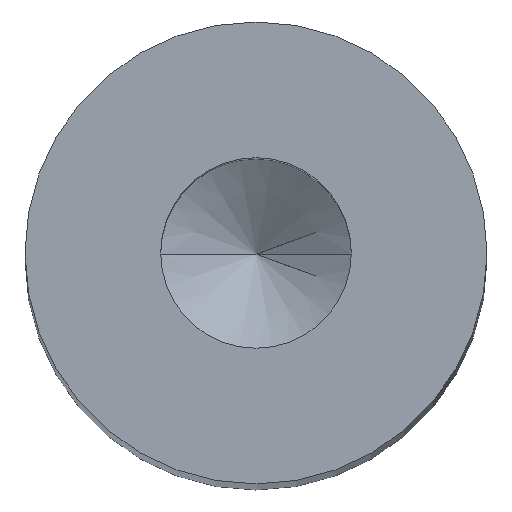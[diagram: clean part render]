
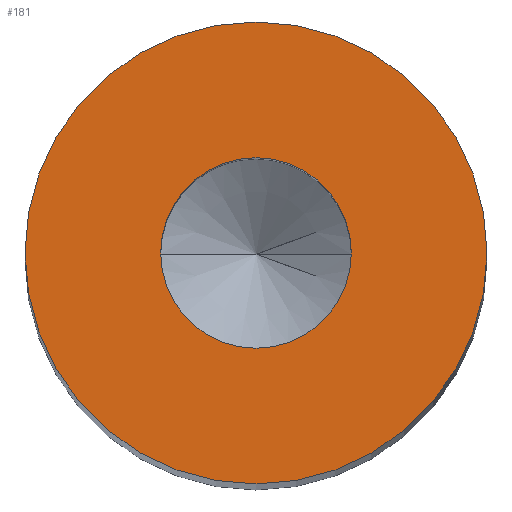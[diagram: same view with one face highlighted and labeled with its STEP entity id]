
A CAD part, top view. The second image highlights one B-rep face of the part: STEP entity #181.
In plain terms, the highlighted planar face has unit normal (0, 0, 1).
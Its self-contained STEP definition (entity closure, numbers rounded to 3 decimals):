
#4 = DIRECTION ( 'NONE',  ( 0., 0., 1. ) ) ;
#5 = EDGE_CURVE ( 'NONE', #338, #286, #298, .T. ) ;
#9 = DIRECTION ( 'NONE',  ( 1., 0., 0. ) ) ;
#18 = CARTESIAN_POINT ( 'NONE',  ( -1.65, 0., 30. ) ) ;
#49 = AXIS2_PLACEMENT_3D ( 'NONE', #261, #4, #149 ) ;
#56 = DIRECTION ( 'NONE',  ( 1., 0., 0. ) ) ;
#59 = CIRCLE ( 'NONE', #177, 1.65 ) ;
#80 = DIRECTION ( 'NONE',  ( 0., 0., 1. ) ) ;
#82 = FACE_BOUND ( 'NONE', #138, .T. ) ;
#90 = CARTESIAN_POINT ( 'NONE',  ( 0., 0., 30. ) ) ;
#93 = CIRCLE ( 'NONE', #49, 4. ) ;
#97 = ORIENTED_EDGE ( 'NONE', *, *, #5, .T. ) ;
#106 = DIRECTION ( 'NONE',  ( 1., 0., 0. ) ) ;
#114 = CARTESIAN_POINT ( 'NONE',  ( 1.65, 0., 30. ) ) ;
#115 = DIRECTION ( 'NONE',  ( 1., 0., 0. ) ) ;
#125 = VERTEX_POINT ( 'NONE', #114 ) ;
#136 = DIRECTION ( 'NONE',  ( 0., 0., 1. ) ) ;
#138 = EDGE_LOOP ( 'NONE', ( #279, #180 ) ) ;
#149 = DIRECTION ( 'NONE',  ( 1., 0., 0. ) ) ;
#160 = EDGE_CURVE ( 'NONE', #286, #338, #93, .T. ) ;
#167 = CARTESIAN_POINT ( 'NONE',  ( -4., 0., 30. ) ) ;
#175 = ORIENTED_EDGE ( 'NONE', *, *, #160, .T. ) ;
#177 = AXIS2_PLACEMENT_3D ( 'NONE', #324, #136, #106 ) ;
#179 = DIRECTION ( 'NONE',  ( 0., 0., 1. ) ) ;
#180 = ORIENTED_EDGE ( 'NONE', *, *, #332, .F. ) ;
#181 = ADVANCED_FACE ( 'NONE', ( #82, #308 ), #201, .T. ) ;
#201 = PLANE ( 'NONE',  #300 ) ;
#222 = VERTEX_POINT ( 'NONE', #18 ) ;
#234 = CIRCLE ( 'NONE', #313, 1.65 ) ;
#237 = CARTESIAN_POINT ( 'NONE',  ( 0., 0., 30. ) ) ;
#261 = CARTESIAN_POINT ( 'NONE',  ( 0., 0., 30. ) ) ;
#262 = EDGE_CURVE ( 'NONE', #125, #222, #59, .T. ) ;
#265 = AXIS2_PLACEMENT_3D ( 'NONE', #90, #362, #9 ) ;
#267 = CARTESIAN_POINT ( 'NONE',  ( 0., 0., 30. ) ) ;
#279 = ORIENTED_EDGE ( 'NONE', *, *, #262, .F. ) ;
#286 = VERTEX_POINT ( 'NONE', #351 ) ;
#298 = CIRCLE ( 'NONE', #265, 4. ) ;
#300 = AXIS2_PLACEMENT_3D ( 'NONE', #237, #179, #56 ) ;
#308 = FACE_OUTER_BOUND ( 'NONE', #315, .T. ) ;
#313 = AXIS2_PLACEMENT_3D ( 'NONE', #267, #80, #115 ) ;
#315 = EDGE_LOOP ( 'NONE', ( #97, #175 ) ) ;
#324 = CARTESIAN_POINT ( 'NONE',  ( 0., 0., 30. ) ) ;
#332 = EDGE_CURVE ( 'NONE', #222, #125, #234, .T. ) ;
#338 = VERTEX_POINT ( 'NONE', #167 ) ;
#351 = CARTESIAN_POINT ( 'NONE',  ( 4., 0., 30. ) ) ;
#362 = DIRECTION ( 'NONE',  ( 0., 0., 1. ) ) ;
